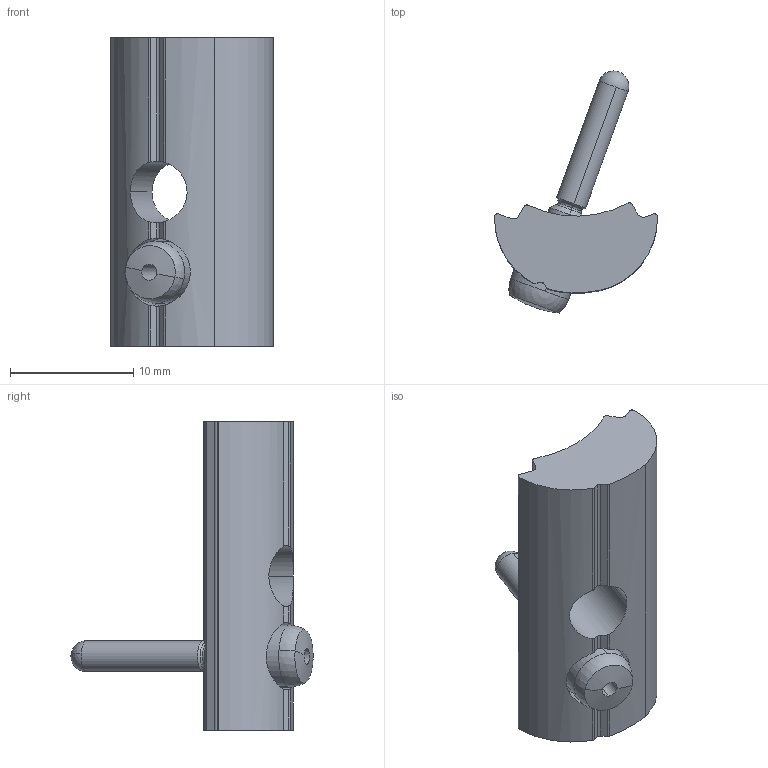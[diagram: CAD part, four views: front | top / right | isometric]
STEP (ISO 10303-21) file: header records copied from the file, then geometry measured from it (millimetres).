
FILE_DESCRIPTION (( 'STEP AP214' ), '1' );
FILE_NAME ('M6x1.0 25mm 1-Hole Roll-In Angle Nut Assm(40HAN-3307-001-01).STEP', '2025-04-07T15:47:55', ( '' ), ( '' ), 'SwSTEP 2.0', 'SolidWorks 2020', '' );
FILE_SCHEMA (( 'AUTOMOTIVE_DESIGN' ));
Length unit declared in the file: millimetre
Products named in the file (1): M6x1.0 25mm 1-Hole Roll-In Angle Nut Assm(40HAN-3307-001-01)
Bounding box: 13.2 x 19.62 x 25 mm (x, y, z)
Volume: 1694.4 mm3; surface area: 1363.2 mm2
Topology: 2 solids, 2 shells, 67 faces, 181 edges, 114 vertices
Faces by surface type: cylinder 33, plane 16, sphere 8, cone 6, torus 4
Entity records: 3073 total; most frequent: CARTESIAN_POINT 625, DIRECTION 357, ORIENTED_EDGE 354, EDGE_CURVE 177, AXIS2_PLACEMENT_3D 144, VERTEX_POINT 114, CIRCLE 76, EDGE_LOOP 71
